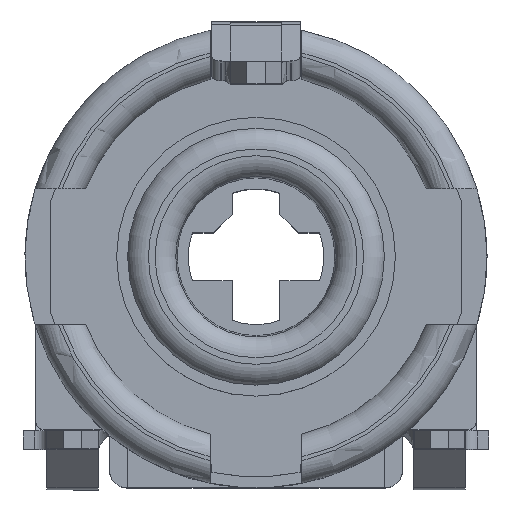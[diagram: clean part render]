
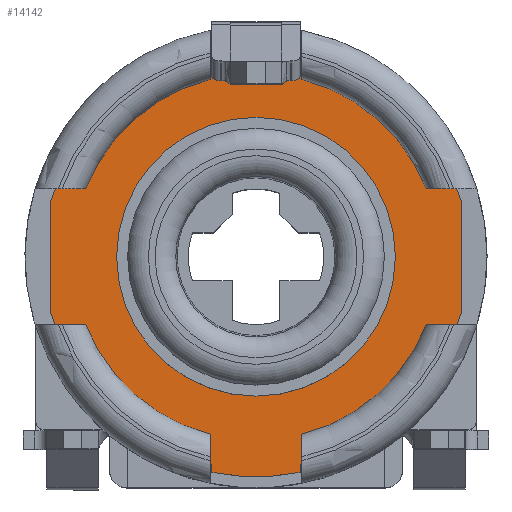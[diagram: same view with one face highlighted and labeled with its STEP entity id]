
A CAD part, top view. The second image highlights one B-rep face of the part: STEP entity #14142.
In plain terms, the highlighted planar face has unit normal (0, 0, 1).
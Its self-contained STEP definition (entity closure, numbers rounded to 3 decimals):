
#230 = DIRECTION ( 'NONE',  ( 0., 0., 1. ) ) ;
#286 = VERTEX_POINT ( 'NONE', #12184 ) ;
#382 = ORIENTED_EDGE ( 'NONE', *, *, #5274, .T. ) ;
#599 = CIRCLE ( 'NONE', #15056, 2.9 ) ;
#693 = VECTOR ( 'NONE', #14319, 1000. ) ;
#1089 = EDGE_CURVE ( 'NONE', #4888, #14664, #15392, .T. ) ;
#1350 = DIRECTION ( 'NONE',  ( 1., 0., 0. ) ) ;
#1594 = DIRECTION ( 'NONE',  ( 1., 0., 0. ) ) ;
#1851 = EDGE_CURVE ( 'NONE', #10642, #10642, #2463, .T. ) ;
#2297 = EDGE_CURVE ( 'NONE', #5921, #12991, #14726, .T. ) ;
#2300 = ORIENTED_EDGE ( 'NONE', *, *, #2297, .T. ) ;
#2463 = CIRCLE ( 'NONE', #16320, 1.9 ) ;
#2488 = CARTESIAN_POINT ( 'NONE',  ( -0.753, 2.8, 0.3 ) ) ;
#2739 = CARTESIAN_POINT ( 'NONE',  ( 2.8, 0.755, 0.3 ) ) ;
#3079 = EDGE_CURVE ( 'NONE', #4024, #15384, #14922, .T. ) ;
#3411 = DIRECTION ( 'NONE',  ( 0., 0., 1. ) ) ;
#3464 = PLANE ( 'NONE',  #6596 ) ;
#3492 = CARTESIAN_POINT ( 'NONE',  ( 0., 0., 0.3 ) ) ;
#3559 = CARTESIAN_POINT ( 'NONE',  ( 0.753, 2.8, 0.3 ) ) ;
#4024 = VERTEX_POINT ( 'NONE', #6441 ) ;
#4269 = DIRECTION ( 'NONE',  ( 0., 0., 1. ) ) ;
#4730 = LINE ( 'NONE', #10470, #7390 ) ;
#4888 = VERTEX_POINT ( 'NONE', #2488 ) ;
#5045 = CIRCLE ( 'NONE', #5215, 2.9 ) ;
#5215 = AXIS2_PLACEMENT_3D ( 'NONE', #5667, #7942, #1350 ) ;
#5274 = EDGE_CURVE ( 'NONE', #286, #9169, #16880, .T. ) ;
#5397 = EDGE_CURVE ( 'NONE', #15384, #14664, #5045, .T. ) ;
#5472 = CARTESIAN_POINT ( 'NONE',  ( 0., 0., 0.3 ) ) ;
#5667 = CARTESIAN_POINT ( 'NONE',  ( 0., 0., 0.3 ) ) ;
#5921 = VERTEX_POINT ( 'NONE', #7762 ) ;
#6038 = CARTESIAN_POINT ( 'NONE',  ( 0.6, -2.837, 0.3 ) ) ;
#6049 = DIRECTION ( 'NONE',  ( 1., 0., 0. ) ) ;
#6441 = CARTESIAN_POINT ( 'NONE',  ( 2.8, -0.755, 0.3 ) ) ;
#6593 = ORIENTED_EDGE ( 'NONE', *, *, #6993, .T. ) ;
#6596 = AXIS2_PLACEMENT_3D ( 'NONE', #11303, #3411, #6049 ) ;
#6767 = DIRECTION ( 'NONE',  ( 0., 0., 1. ) ) ;
#6807 = CIRCLE ( 'NONE', #14098, 3. ) ;
#6823 = CARTESIAN_POINT ( 'NONE',  ( 0., 2.8, 0.3 ) ) ;
#6993 = EDGE_CURVE ( 'NONE', #9169, #5921, #6807, .T. ) ;
#7143 = CARTESIAN_POINT ( 'NONE',  ( 2.8, 0.755, 0.3 ) ) ;
#7284 = EDGE_LOOP ( 'NONE', ( #8769 ) ) ;
#7314 = CARTESIAN_POINT ( 'NONE',  ( 0.6, -2.837, 0.3 ) ) ;
#7390 = VECTOR ( 'NONE', #10640, 1000. ) ;
#7587 = ORIENTED_EDGE ( 'NONE', *, *, #5397, .T. ) ;
#7737 = ORIENTED_EDGE ( 'NONE', *, *, #3079, .T. ) ;
#7762 = CARTESIAN_POINT ( 'NONE',  ( 0.6, -2.939, 0.3 ) ) ;
#7824 = VERTEX_POINT ( 'NONE', #10023 ) ;
#7851 = FACE_OUTER_BOUND ( 'NONE', #16692, .T. ) ;
#7891 = ORIENTED_EDGE ( 'NONE', *, *, #1089, .F. ) ;
#7942 = DIRECTION ( 'NONE',  ( 0., 0., 1. ) ) ;
#8605 = VECTOR ( 'NONE', #13403, 1000. ) ;
#8769 = ORIENTED_EDGE ( 'NONE', *, *, #1851, .F. ) ;
#9162 = CARTESIAN_POINT ( 'NONE',  ( -0.6, -2.939, 0.3 ) ) ;
#9169 = VERTEX_POINT ( 'NONE', #9162 ) ;
#9244 = ORIENTED_EDGE ( 'NONE', *, *, #16094, .T. ) ;
#10023 = CARTESIAN_POINT ( 'NONE',  ( -2.8, -0.755, 0.3 ) ) ;
#10224 = VERTEX_POINT ( 'NONE', #12534 ) ;
#10436 = CARTESIAN_POINT ( 'NONE',  ( 1.9, 0., 0.3 ) ) ;
#10470 = CARTESIAN_POINT ( 'NONE',  ( -2.8, 0.755, 0.3 ) ) ;
#10640 = DIRECTION ( 'NONE',  ( 0., -1., 0. ) ) ;
#10642 = VERTEX_POINT ( 'NONE', #10436 ) ;
#10858 = CARTESIAN_POINT ( 'NONE',  ( 0., 0., 0.3 ) ) ;
#11018 = VECTOR ( 'NONE', #12411, 1000. ) ;
#11161 = DIRECTION ( 'NONE',  ( 0., 0., 1. ) ) ;
#11303 = CARTESIAN_POINT ( 'NONE',  ( 0., 0., 0.3 ) ) ;
#11318 = FACE_BOUND ( 'NONE', #7284, .T. ) ;
#11367 = DIRECTION ( 'NONE',  ( 0., 1., 0. ) ) ;
#11679 = VECTOR ( 'NONE', #11367, 1000. ) ;
#11753 = EDGE_CURVE ( 'NONE', #7824, #286, #15058, .T. ) ;
#11946 = CIRCLE ( 'NONE', #15271, 2.9 ) ;
#12047 = DIRECTION ( 'NONE',  ( 1., 0., 0. ) ) ;
#12184 = CARTESIAN_POINT ( 'NONE',  ( -0.6, -2.837, 0.3 ) ) ;
#12410 = DIRECTION ( 'NONE',  ( 1., 0., 0. ) ) ;
#12411 = DIRECTION ( 'NONE',  ( 0., 1., 0. ) ) ;
#12503 = ORIENTED_EDGE ( 'NONE', *, *, #16293, .T. ) ;
#12534 = CARTESIAN_POINT ( 'NONE',  ( -2.8, 0.755, 0.3 ) ) ;
#12991 = VERTEX_POINT ( 'NONE', #6038 ) ;
#13209 = ORIENTED_EDGE ( 'NONE', *, *, #11753, .T. ) ;
#13403 = DIRECTION ( 'NONE',  ( 1., 0., 0. ) ) ;
#13863 = CARTESIAN_POINT ( 'NONE',  ( -0.6, -2.837, 0.3 ) ) ;
#14098 = AXIS2_PLACEMENT_3D ( 'NONE', #15762, #230, #12047 ) ;
#14142 = ADVANCED_FACE ( 'NONE', ( #7851, #11318 ), #3464, .T. ) ;
#14319 = DIRECTION ( 'NONE',  ( 0., -1., 0. ) ) ;
#14473 = AXIS2_PLACEMENT_3D ( 'NONE', #10858, #16268, #12410 ) ;
#14475 = EDGE_CURVE ( 'NONE', #12991, #4024, #11946, .T. ) ;
#14664 = VERTEX_POINT ( 'NONE', #3559 ) ;
#14726 = LINE ( 'NONE', #7314, #11679 ) ;
#14737 = DIRECTION ( 'NONE',  ( 1., 0., 0. ) ) ;
#14788 = CARTESIAN_POINT ( 'NONE',  ( 0., 0., 0.3 ) ) ;
#14922 = LINE ( 'NONE', #7143, #11018 ) ;
#15056 = AXIS2_PLACEMENT_3D ( 'NONE', #14788, #4269, #14737 ) ;
#15058 = CIRCLE ( 'NONE', #14473, 2.9 ) ;
#15098 = DIRECTION ( 'NONE',  ( 1., 0., 0. ) ) ;
#15271 = AXIS2_PLACEMENT_3D ( 'NONE', #5472, #6767, #1594 ) ;
#15277 = ORIENTED_EDGE ( 'NONE', *, *, #14475, .T. ) ;
#15384 = VERTEX_POINT ( 'NONE', #2739 ) ;
#15392 = LINE ( 'NONE', #6823, #8605 ) ;
#15762 = CARTESIAN_POINT ( 'NONE',  ( 0., 0., 0.3 ) ) ;
#16094 = EDGE_CURVE ( 'NONE', #10224, #7824, #4730, .T. ) ;
#16268 = DIRECTION ( 'NONE',  ( 0., 0., 1. ) ) ;
#16293 = EDGE_CURVE ( 'NONE', #4888, #10224, #599, .T. ) ;
#16320 = AXIS2_PLACEMENT_3D ( 'NONE', #3492, #11161, #15098 ) ;
#16692 = EDGE_LOOP ( 'NONE', ( #7891, #12503, #9244, #13209, #382, #6593, #2300, #15277, #7737, #7587 ) ) ;
#16880 = LINE ( 'NONE', #13863, #693 ) ;
